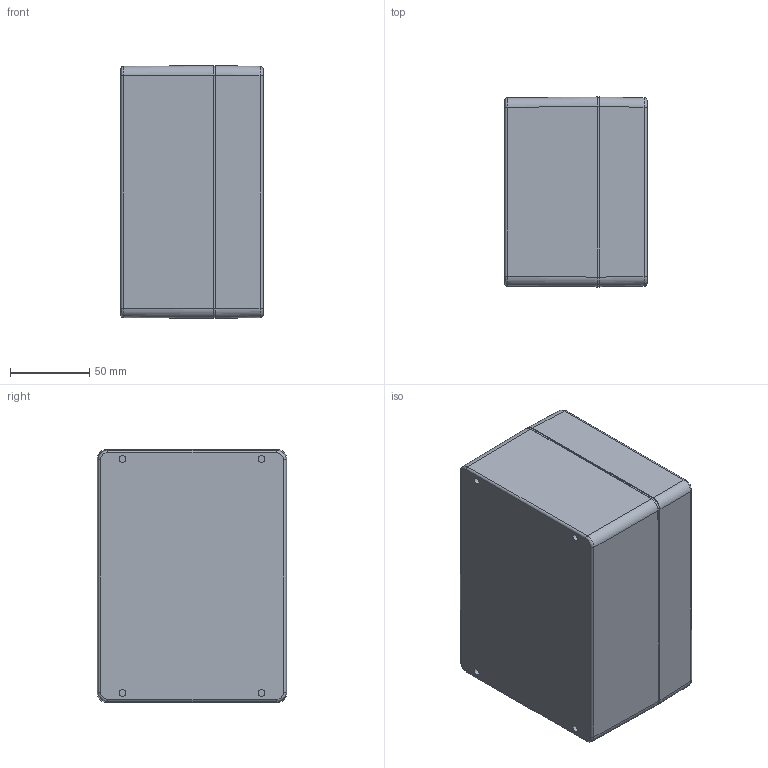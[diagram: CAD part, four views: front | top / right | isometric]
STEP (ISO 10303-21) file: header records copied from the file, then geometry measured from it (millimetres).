
FILE_DESCRIPTION(/* description */ ('ABS-Gehäuse'),/* implementation_level */ '2;1');
FILE_NAME(/* name */ '01161209010-RST.stp',/* time_stamp */ '2021-09-02T13:06:40+02:00',/* author */ ('sl'),/* organization */ (''),/* preprocessor_version */ 'ST-DEVELOPER v16.5',/* originating_system */ 'Autodesk Inventor 2017',/* authorisation */ '');
FILE_SCHEMA (('AUTOMOTIVE_DESIGN { 1 0 10303 214 3 1 1 }'));
Length unit declared in the file: millimetre
Products named in the file (4): 01_161209_010; Deckel-ABS-Gehäuse-18-BT-0002-01_161209_010; UT-ABS-Gehäuse-18-BT-0001-01_161209_010; Schraube-M4x37x10
Assembly tree (6 placements, depth 2):
  01_161209_010
    Deckel-ABS-Gehäuse-18-BT-0002-01_161209_010
    UT-ABS-Gehäuse-18-BT-0001-01_161209_010
    Schraube-M4x37x10  x4
Bounding box: 90 x 120 x 160 mm (x, y, z)
Volume: 315989.7 mm3; surface area: 185817.8 mm2
Topology: 6 solids, 6 shells, 426 faces, 1002 edges, 624 vertices
Faces by surface type: plane 152, cylinder 144, torus 72, cone 46, bspline 12
Full cylindrical faces by diameter (mm): 2 x2, 2.87 x4, 4 x10, 4.2 x8, 5 x4, 7 x4, 7.2 x4, 9 x4
Entity records: 10093 total; most frequent: CARTESIAN_POINT 2161, DIRECTION 1806, ORIENTED_EDGE 1448, AXIS2_PLACEMENT_3D 755, EDGE_CURVE 724, VERTEX_POINT 483, EDGE_LOOP 453, CIRCLE 376
